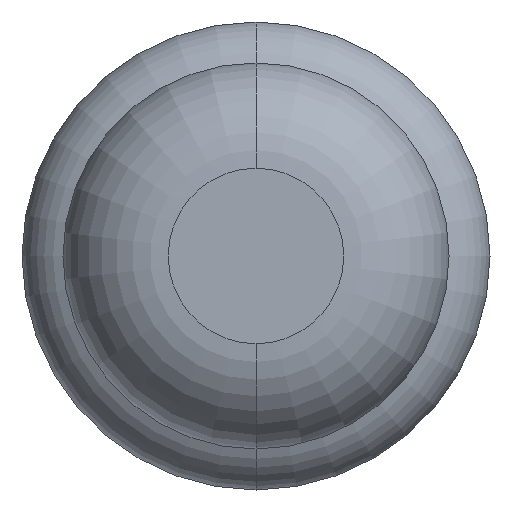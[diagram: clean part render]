
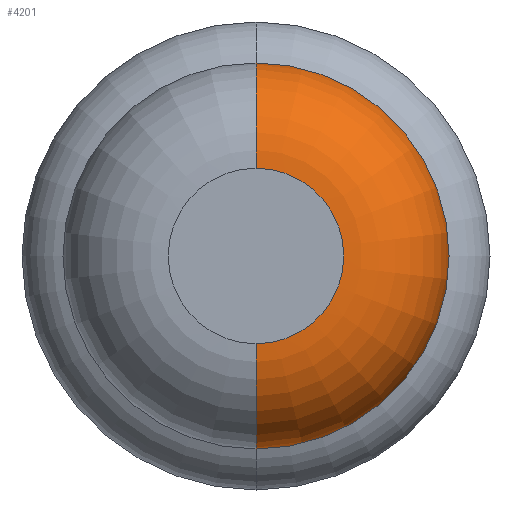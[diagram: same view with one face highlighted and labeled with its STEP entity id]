
A CAD part, front view. The second image highlights one B-rep face of the part: STEP entity #4201.
In plain terms, the highlighted toroidal (fillet/blend) face has major radius 0.375 mm and minor radius 0.45 mm.
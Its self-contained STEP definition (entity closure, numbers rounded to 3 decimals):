
#65 = CARTESIAN_POINT ( 'NONE',  ( 0., -25.55, 0. ) ) ;
#182 = AXIS2_PLACEMENT_3D ( 'NONE', #2393, #3807, #2037 ) ;
#222 = CIRCLE ( 'NONE', #2925, 0.375 ) ;
#389 = AXIS2_PLACEMENT_3D ( 'NONE', #3158, #4610, #3141 ) ;
#574 = ORIENTED_EDGE ( 'NONE', *, *, #3213, .F. ) ;
#809 = CARTESIAN_POINT ( 'NONE',  ( 0., -26., 0. ) ) ;
#917 = EDGE_CURVE ( 'Defeature ausgef�hrt1_8+Defeature ausgef�hrt1_7+Defeature ausgef�hrt1_7+Defeature ausgef�hrt1_7', #3396, #2774, #222, .T. ) ;
#1295 = ORIENTED_EDGE ( 'NONE', *, *, #917, .T. ) ;
#1393 = FACE_OUTER_BOUND ( 'NONE', #2055, .T. ) ;
#1502 = CIRCLE ( 'NONE', #182, 0.45 ) ;
#1503 = CARTESIAN_POINT ( 'NONE',  ( 0., -26., 0.375 ) ) ;
#1531 = CARTESIAN_POINT ( 'NONE',  ( 0., -25.55, 0.375 ) ) ;
#1633 = EDGE_CURVE ( 'NONE', #2774, #1878, #1502, .T. ) ;
#1849 = DIRECTION ( 'NONE',  ( 0., 1., 0. ) ) ;
#1878 = VERTEX_POINT ( 'NONE', #3663 ) ;
#1901 = DIRECTION ( 'NONE',  ( 0., 0., 1. ) ) ;
#2037 = DIRECTION ( 'NONE',  ( 0., 0., -1. ) ) ;
#2055 = EDGE_LOOP ( 'NONE', ( #1295, #2730, #4051, #574 ) ) ;
#2208 = TOROIDAL_SURFACE ( 'NONE', #2219, 0.375, 0.45 ) ;
#2219 = AXIS2_PLACEMENT_3D ( 'NONE', #65, #1849, #3302 ) ;
#2237 = DIRECTION ( 'NONE',  ( -1., 0., 0. ) ) ;
#2287 = DIRECTION ( 'NONE',  ( 0., 1., 0. ) ) ;
#2393 = CARTESIAN_POINT ( 'NONE',  ( 0., -25.55, -0.375 ) ) ;
#2394 = CIRCLE ( 'NONE', #3826, 0.45 ) ;
#2570 = CARTESIAN_POINT ( 'NONE',  ( 0., -26., -0.375 ) ) ;
#2585 = VERTEX_POINT ( 'NONE', #4218 ) ;
#2730 = ORIENTED_EDGE ( 'NONE', *, *, #1633, .T. ) ;
#2774 = VERTEX_POINT ( 'NONE', #2570 ) ;
#2925 = AXIS2_PLACEMENT_3D ( 'NONE', #809, #2287, #3356 ) ;
#2980 = EDGE_CURVE ( 'Defeature ausgef�hrt1_9+Defeature ausgef�hrt1_8+Defeature ausgef�hrt1_8+Defeature ausgef�hrt1_8', #2585, #1878, #3176, .T. ) ;
#3141 = DIRECTION ( 'NONE',  ( 0., 0., 1. ) ) ;
#3158 = CARTESIAN_POINT ( 'NONE',  ( 0., -25.55, 0. ) ) ;
#3176 = CIRCLE ( 'NONE', #389, 0.825 ) ;
#3213 = EDGE_CURVE ( 'NONE', #3396, #2585, #2394, .T. ) ;
#3302 = DIRECTION ( 'NONE',  ( 0., 0., 1. ) ) ;
#3356 = DIRECTION ( 'NONE',  ( 0., 0., 1. ) ) ;
#3396 = VERTEX_POINT ( 'NONE', #1503 ) ;
#3663 = CARTESIAN_POINT ( 'NONE',  ( 0., -25.55, -0.825 ) ) ;
#3807 = DIRECTION ( 'NONE',  ( 1., 0., 0. ) ) ;
#3826 = AXIS2_PLACEMENT_3D ( 'NONE', #1531, #2237, #1901 ) ;
#4051 = ORIENTED_EDGE ( 'NONE', *, *, #2980, .F. ) ;
#4201 = ADVANCED_FACE ( 'Defeature ausgef�hrt1_8', ( #1393 ), #2208, .T. ) ;
#4218 = CARTESIAN_POINT ( 'NONE',  ( 0., -25.55, 0.825 ) ) ;
#4610 = DIRECTION ( 'NONE',  ( 0., 1., 0. ) ) ;
